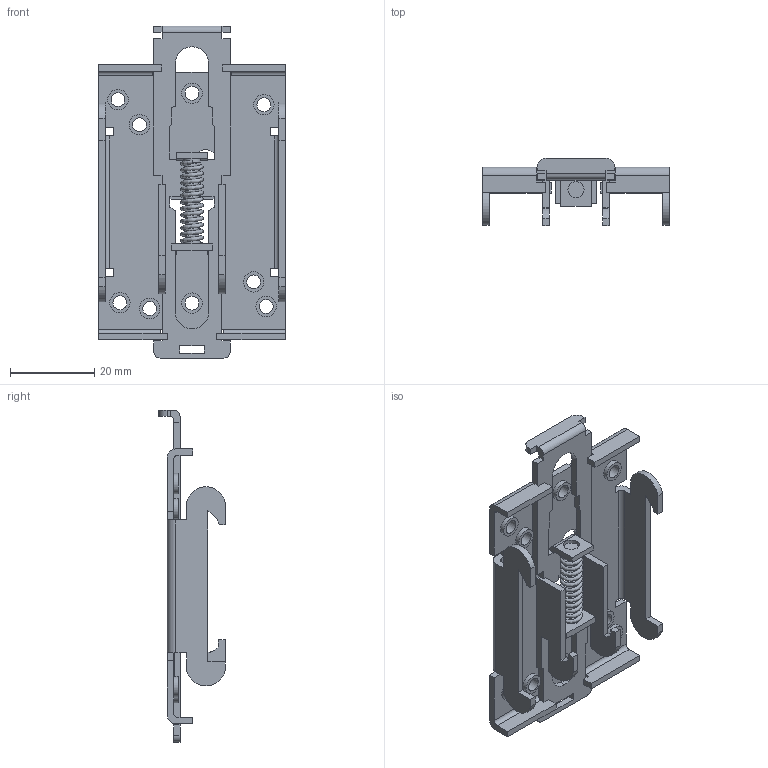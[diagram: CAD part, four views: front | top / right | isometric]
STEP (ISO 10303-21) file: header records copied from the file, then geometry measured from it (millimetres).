
FILE_DESCRIPTION (( 'STEP AP214' ), '1' );
FILE_NAME ('107521.STEP', '2013-10-15T16:01:07', ( 'cst' ), ( '' ), 'SwSTEP 2.0', 'SolidWorks 2013', '' );
FILE_SCHEMA (( 'AUTOMOTIVE_DESIGN' ));
Length unit declared in the file: inch
Products named in the file (1): 107521
Bounding box: 44.28 x 15.85 x 78.77 mm (x, y, z)
Volume: 7487.6 mm3; surface area: 11119.6 mm2
Topology: 1 solids, 1 shells, 270 faces, 786 edges, 521 vertices
Faces by surface type: plane 199, cylinder 58, bspline 12, torus 1
Full cylindrical faces by diameter (mm): 3.302 x9, 3.81 x2, 4.826 x9, 5.969 x1
Entity records: 12806 total; most frequent: CARTESIAN_POINT 5907, ORIENTED_EDGE 1446, DIRECTION 1340, EDGE_CURVE 723, VECTOR 584, LINE 584, VERTEX_POINT 490, AXIS2_PLACEMENT_3D 378
